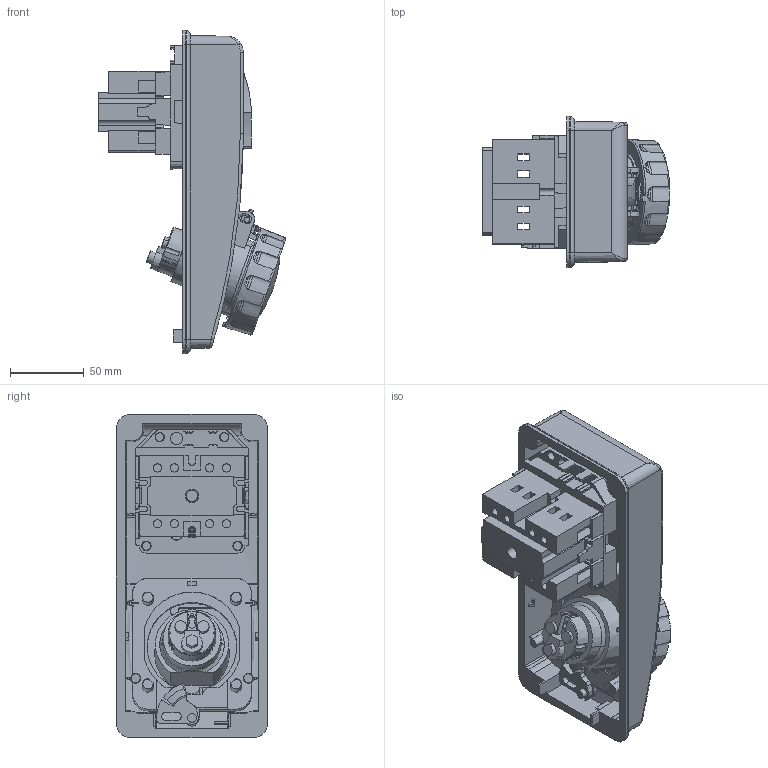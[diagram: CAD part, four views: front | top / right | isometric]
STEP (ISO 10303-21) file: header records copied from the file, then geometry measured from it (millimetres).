
FILE_DESCRIPTION((''),'2;1');
FILE_NAME('GW66304N_SW0002','2020-07-27T09:23:52',('User'),('Technoprobe spa'),'CREO PARAMETRIC BY PTC INC, 2019471','CREO PARAMETRIC BY PTC INC, 2019471','');
FILE_SCHEMA(('CONFIG_CONTROL_DESIGN'));
Products named in the file (1): GW66304N_SW0002
Bounding box: 127.39 x 103 x 220 mm (x, y, z)
Volume: 515590.5 mm3; surface area: 186094.5 mm2
Topology: 1 solids, 1 shells, 1261 faces, 3601 edges, 2381 vertices
Faces by surface type: plane 700, cylinder 186, cone 171, bspline 150, torus 40, extrusion 10, sphere 4
Entity records: 50298 total; most frequent: CARTESIAN_POINT 18973, ORIENTED_EDGE 7186, DIRECTION 5608, EDGE_CURVE 3593, VERTEX_POINT 2381, VECTOR 1902, LINE 1892, AXIS2_PLACEMENT_3D 1853
